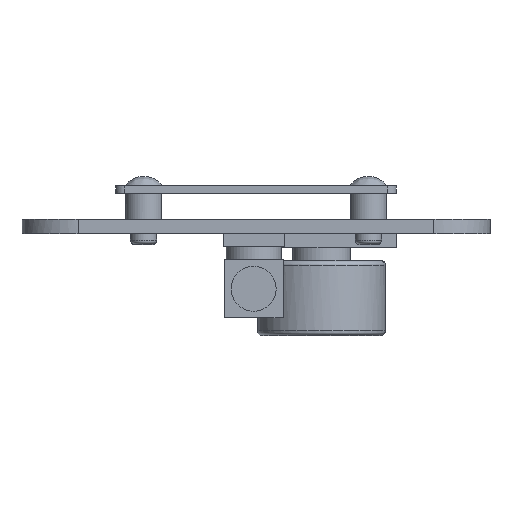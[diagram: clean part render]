
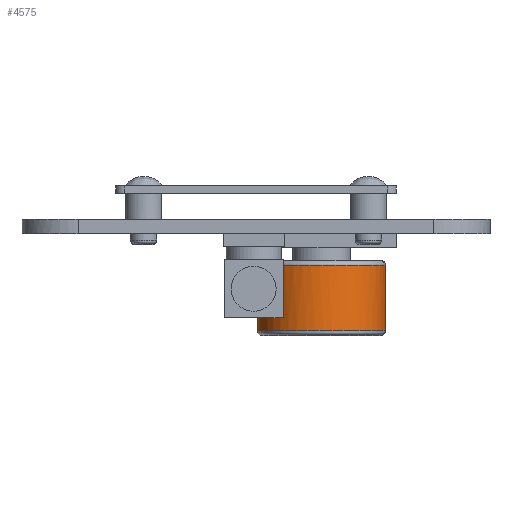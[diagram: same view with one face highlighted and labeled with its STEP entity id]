
A CAD part, front view. The second image highlights one B-rep face of the part: STEP entity #4575.
In plain terms, the highlighted free-form (B-spline) face has degree [2, 1] with [5, 2] control points.
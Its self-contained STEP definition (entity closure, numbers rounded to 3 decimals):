
#22 = VERTEX_POINT('',#23);
#23 = CARTESIAN_POINT('',(16.526,33.41,-12.409
    ));
#24 = VERTEX_POINT('',#25);
#25 = CARTESIAN_POINT('',(0.179,33.41,-12.409)
  );
#89 = VERTEX_POINT('',#90);
#90 = CARTESIAN_POINT('',(16.526,33.41,-4.057
    ));
#97 = VERTEX_POINT('',#98);
#98 = CARTESIAN_POINT('',(0.179,33.41,-4.057)
  );
#180 = EDGE_CURVE('',#24,#97,#181,.T.);
#181 = B_SPLINE_CURVE_WITH_KNOTS('',1,(#182,#183),.UNSPECIFIED.,.F.,.F.,
  (2,2),(0.5,7.5),.PIECEWISE_BEZIER_KNOTS.);
#182 = CARTESIAN_POINT('',(0.179,33.41,-12.409
    ));
#183 = CARTESIAN_POINT('',(0.179,33.41,-4.057
    ));
#186 = EDGE_CURVE('',#22,#89,#187,.T.);
#187 = B_SPLINE_CURVE_WITH_KNOTS('',1,(#188,#189),.UNSPECIFIED.,.F.,.F.,
  (2,2),(0.5,7.5),.PIECEWISE_BEZIER_KNOTS.);
#188 = CARTESIAN_POINT('',(16.526,33.41,
    -12.409));
#189 = CARTESIAN_POINT('',(16.526,33.41,
    -4.057));
#4575 = ADVANCED_FACE('',(#4576),#4596,.T.);
#4576 = FACE_BOUND('',#4577,.T.);
#4577 = EDGE_LOOP('',(#4578,#4579,#4587,#4588));
#4578 = ORIENTED_EDGE('',*,*,#180,.F.);
#4579 = ORIENTED_EDGE('',*,*,#4580,.T.);
#4580 = EDGE_CURVE('',#24,#22,#4581,.T.);
#4581 = ( BOUNDED_CURVE() B_SPLINE_CURVE(2,(#4582,#4583,#4584,#4585,
#4586),.UNSPECIFIED.,.F.,.F.) B_SPLINE_CURVE_WITH_KNOTS((3,2,3),(0.,
1.571,3.142),.PIECEWISE_BEZIER_KNOTS.) CURVE() 
GEOMETRIC_REPRESENTATION_ITEM() RATIONAL_B_SPLINE_CURVE((1.,
0.707,1.,0.707,1.)) REPRESENTATION_ITEM('') );
#4582 = CARTESIAN_POINT('',(0.179,33.41,
    -12.409));
#4583 = CARTESIAN_POINT('',(0.179,25.236,
    -12.409));
#4584 = CARTESIAN_POINT('',(8.352,25.236,
    -12.409));
#4585 = CARTESIAN_POINT('',(16.526,25.236,
    -12.409));
#4586 = CARTESIAN_POINT('',(16.526,33.41,
    -12.409));
#4587 = ORIENTED_EDGE('',*,*,#186,.T.);
#4588 = ORIENTED_EDGE('',*,*,#4589,.T.);
#4589 = EDGE_CURVE('',#89,#97,#4590,.T.);
#4590 = ( BOUNDED_CURVE() B_SPLINE_CURVE(2,(#4591,#4592,#4593,#4594,
#4595),.UNSPECIFIED.,.F.,.F.) B_SPLINE_CURVE_WITH_KNOTS((3,2,3),(
    3.142,4.712,6.283),
.PIECEWISE_BEZIER_KNOTS.) CURVE() GEOMETRIC_REPRESENTATION_ITEM() 
RATIONAL_B_SPLINE_CURVE((1.,0.707,1.,0.707,1.)) 
REPRESENTATION_ITEM('') );
#4591 = CARTESIAN_POINT('',(16.526,33.41,
    -4.057));
#4592 = CARTESIAN_POINT('',(16.526,25.236,
    -4.057));
#4593 = CARTESIAN_POINT('',(8.352,25.236,
    -4.057));
#4594 = CARTESIAN_POINT('',(0.179,25.236,
    -4.057));
#4595 = CARTESIAN_POINT('',(0.179,33.41,
    -4.057));
#4596 = ( BOUNDED_SURFACE() B_SPLINE_SURFACE(2,1,(
    (#4597,#4598)
    ,(#4599,#4600)
    ,(#4601,#4602)
    ,(#4603,#4604)
    ,(#4605,#4606
)),.UNSPECIFIED.,.F.,.F.,.F.) B_SPLINE_SURFACE_WITH_KNOTS((3,2,3),(2,2),
  (3.142,4.712,6.283),(0.5,7.5),
.PIECEWISE_BEZIER_KNOTS.) GEOMETRIC_REPRESENTATION_ITEM() 
RATIONAL_B_SPLINE_SURFACE((
    (1.,1.)
    ,(0.707,0.707)
    ,(1.,1.)
    ,(0.707,0.707)
,(1.,1.))) REPRESENTATION_ITEM('') SURFACE() );
#4597 = CARTESIAN_POINT('',(0.179,33.41,
    -12.409));
#4598 = CARTESIAN_POINT('',(0.179,33.41,
    -4.057));
#4599 = CARTESIAN_POINT('',(0.179,25.236,
    -12.409));
#4600 = CARTESIAN_POINT('',(0.179,25.236,
    -4.057));
#4601 = CARTESIAN_POINT('',(8.352,25.236,
    -12.409));
#4602 = CARTESIAN_POINT('',(8.352,25.236,
    -4.057));
#4603 = CARTESIAN_POINT('',(16.526,25.236,
    -12.409));
#4604 = CARTESIAN_POINT('',(16.526,25.236,
    -4.057));
#4605 = CARTESIAN_POINT('',(16.526,33.41,
    -12.409));
#4606 = CARTESIAN_POINT('',(16.526,33.41,
    -4.057));
